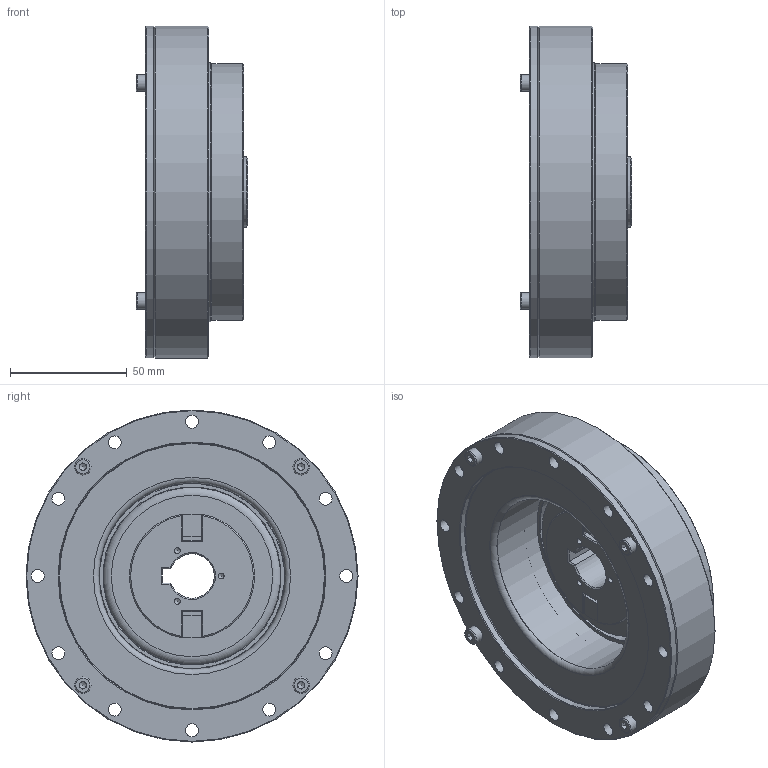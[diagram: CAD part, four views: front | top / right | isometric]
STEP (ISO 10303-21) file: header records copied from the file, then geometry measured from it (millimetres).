
FILE_DESCRIPTION(/* description */ ('STEP AP242','CAx-IF Rec.Pracs.---Representation and Presentation of Product Manufacturing Information (PMI)---4.0---2014-10-13','CAx-IF Rec.Pracs.---3D Tessellated Geometry---0.4---2014-09-14','2;1'),/* implementation_level */ '2;1');
FILE_NAME(/* name */ '68877218bc425d248bb64314',/* time_stamp */ '2025-07-28T12:50:33Z',/* author */ (''),/* organization */ (''),/* preprocessor_version */ 'ST-DEVELOPER v20',/* originating_system */ 'ONSHAPE BY PTC INC, 1.201',/* authorisation */ ' ');
FILE_SCHEMA (('AP242_MANAGED_MODEL_BASED_3D_ENGINEERING_MIM_LF { 1 0 10303 442 1 1 4 }'));
Length unit declared in the file: metre
Products named in the file (21): HS-32-I; hexagon socket head cap screws gb_GB_FASTENER_SCREWS_HSHCS M4X12-C; ????-STXB-32080-01; O????-?90X?1.8_??; 30-??????_??; 32-80??????_?? <1>; STXB-T32-P05_??; STXB-T32-P01_??; STXB-T32-80-P04_??; 32????; STXB-T32-P02_??; STXB-T32-P03_??; ????-STRU-32-142-234X?142-V1 <1>; ????-??-?8; ??????-32-142-??-V0; ??????-32-142-V0; ????-??-STRU-32-142-?234-V1; 32??; ????-??-STRU-32-142; ????-??-STRU-32-142-?234
Assembly tree (96 placements, depth 3):
  HS-32-I
    hexagon socket head cap screws gb_GB_FASTENER_SCREWS_HSHCS M4X12-C  x8
    ????-STXB-32080-01
    O????-?90X?1.8_??
    30-??????_??
    ????-STXB-32080-01
    32-80??????_?? <1>
      STXB-T32-P05_??
      STXB-T32-P01_??
      STXB-T32-80-P04_??
      32????
      STXB-T32-P02_??
      STXB-T32-P03_??
    ????-STRU-32-142-234X?142-V1 <1>
      ????-??-?8  x36
      ??????-32-142-??-V0  x18
      ??????-32-142-V0  x18
      ????-??-STRU-32-142-?234-V1
      32??
      ????-??-STRU-32-142
      ????-??-STRU-32-142-?234
Bounding box: 47.8 x 142 x 142 mm (x, y, z)
Volume: 351764.5 mm3; surface area: 200265.6 mm2
Topology: 94 solids, 94 shells, 1096 faces, 2389 edges, 1511 vertices
Faces by surface type: plane 637, cylinder 267, cone 169, torus 18, bspline 5
Full cylindrical faces by diameter (mm): 2 x2, 2.5 x4, 3.3 x12, 3.4 x1, 4 x8, 4.2 x16, 4.5 x8, 5.5 x40, 6 x1, 7 x8, 8 x40, 28.6 x1, 30 x2, 30.5 x4, 39 x2, 53 x2, 58.928 x1, 63.04 x2, 69 x1, 75.812 x2, 79.748 x2, 80.688 x1, 82.984 x1, 83.198 x1, 84 x1, 88 x2, 92 x1, 100 x1, 110 x1, 111 x1
Entity records: 14802 total; most frequent: CARTESIAN_POINT 4159, DIRECTION 2245, ORIENTED_EDGE 1514, AXIS2_PLACEMENT_3D 964, FACE_BOUND 838, EDGE_LOOP 804, EDGE_CURVE 757, VERTEX_POINT 625
